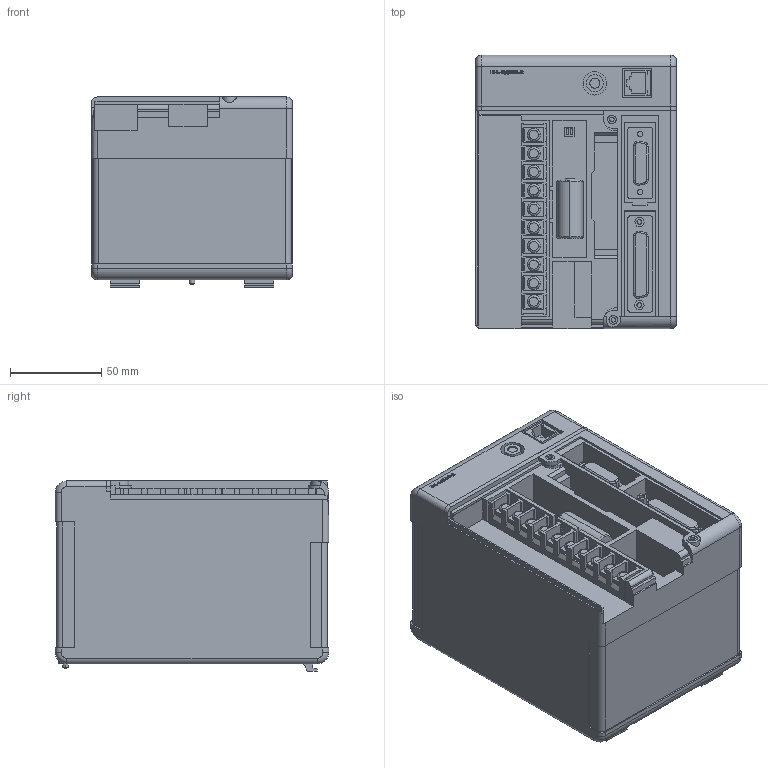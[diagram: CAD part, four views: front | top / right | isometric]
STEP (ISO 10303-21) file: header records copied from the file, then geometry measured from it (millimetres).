
FILE_DESCRIPTION (( 'STEP AP214' ), '1' );
FILE_NAME ('D4-450DC-2.step', '2014-09-23T18:04:52', ( '' ), ( '' ), 'SwSTEP 2.0', 'SolidWorks 2014', '' );
FILE_SCHEMA (( 'AUTOMOTIVE_DESIGN' ));
Length unit declared in the file: inch
Products named in the file (1): D4-450DC-2
Bounding box: 110.24 x 149.99 x 104.29 mm (x, y, z)
Volume: 1469728.5 mm3; surface area: 116368 mm2
Topology: 3 solids, 3 shells, 798 faces, 2095 edges, 1375 vertices
Faces by surface type: plane 595, cylinder 110, bspline 48, torus 41, cone 4
Entity records: 33977 total; most frequent: CARTESIAN_POINT 7359, ORIENTED_EDGE 4190, DIRECTION 3783, EDGE_CURVE 2095, LINE 1701, VECTOR 1701, VERTEX_POINT 1375, AXIS2_PLACEMENT_3D 1041
